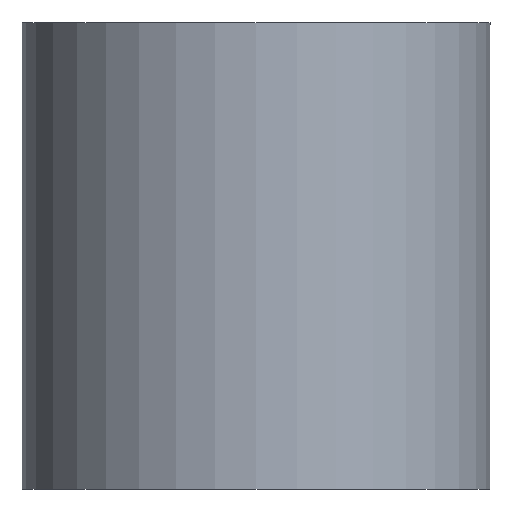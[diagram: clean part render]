
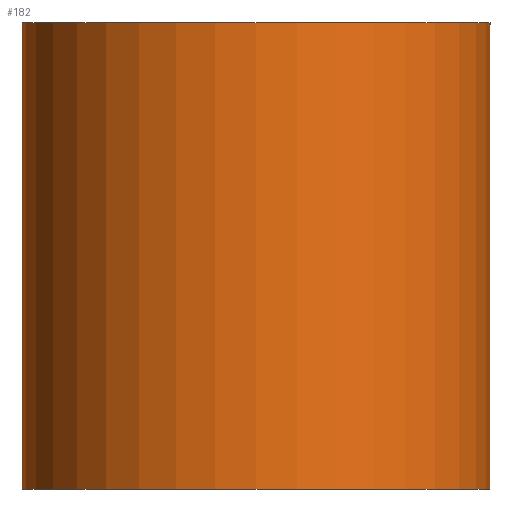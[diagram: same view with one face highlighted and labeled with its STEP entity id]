
A CAD part, front view. The second image highlights one B-rep face of the part: STEP entity #182.
In plain terms, the highlighted cylindrical face has radius 3.188 mm (diameter 6.375 mm), a partial arc.
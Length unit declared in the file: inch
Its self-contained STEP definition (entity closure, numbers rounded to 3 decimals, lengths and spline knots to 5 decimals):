
#6 = DIRECTION ( 'NONE',  ( 1., 0., 0. ) ) ;
#7 = DIRECTION ( 'NONE',  ( 1., 0., 0. ) ) ;
#17 = EDGE_CURVE ( 'NONE', #117, #148, #177, .T. ) ;
#21 = CARTESIAN_POINT ( 'NONE',  ( 0., 0., 0.125 ) ) ;
#31 = CIRCLE ( 'NONE', #155, 0.1255 ) ;
#37 = ORIENTED_EDGE ( 'NONE', *, *, #17, .F. ) ;
#39 = VERTEX_POINT ( 'NONE', #195 ) ;
#46 = EDGE_CURVE ( 'NONE', #76, #117, #115, .T. ) ;
#54 = DIRECTION ( 'NONE',  ( 0., 0., -1. ) ) ;
#55 = EDGE_CURVE ( 'NONE', #76, #39, #146, .T. ) ;
#59 = CARTESIAN_POINT ( 'NONE',  ( -0.1255, 0., 0.125 ) ) ;
#60 = CYLINDRICAL_SURFACE ( 'NONE', #77, 0.1255 ) ;
#72 = DIRECTION ( 'NONE',  ( 0., 0., -1. ) ) ;
#73 = CARTESIAN_POINT ( 'NONE',  ( 0.1255, 0., -0.125 ) ) ;
#76 = VERTEX_POINT ( 'NONE', #59 ) ;
#77 = AXIS2_PLACEMENT_3D ( 'NONE', #113, #170, #187 ) ;
#83 = CARTESIAN_POINT ( 'NONE',  ( 0., 0., -0.125 ) ) ;
#85 = DIRECTION ( 'NONE',  ( 0., 0., 1. ) ) ;
#102 = VECTOR ( 'NONE', #72, 39.37008 ) ;
#105 = DIRECTION ( 'NONE',  ( 0., 0., 1. ) ) ;
#107 = CARTESIAN_POINT ( 'NONE',  ( -0.1255, 0., 0.125 ) ) ;
#113 = CARTESIAN_POINT ( 'NONE',  ( 0., 0., 0.125 ) ) ;
#115 = CIRCLE ( 'NONE', #213, 0.1255 ) ;
#117 = VERTEX_POINT ( 'NONE', #198 ) ;
#127 = CARTESIAN_POINT ( 'NONE',  ( 0.1255, 0., 0.125 ) ) ;
#130 = FACE_OUTER_BOUND ( 'NONE', #210, .T. ) ;
#132 = ORIENTED_EDGE ( 'NONE', *, *, #55, .T. ) ;
#134 = EDGE_CURVE ( 'NONE', #39, #148, #31, .T. ) ;
#146 = LINE ( 'NONE', #107, #180 ) ;
#148 = VERTEX_POINT ( 'NONE', #73 ) ;
#155 = AXIS2_PLACEMENT_3D ( 'NONE', #83, #85, #7 ) ;
#170 = DIRECTION ( 'NONE',  ( 0., 0., -1. ) ) ;
#173 = ORIENTED_EDGE ( 'NONE', *, *, #134, .T. ) ;
#177 = LINE ( 'NONE', #127, #102 ) ;
#180 = VECTOR ( 'NONE', #54, 39.37008 ) ;
#182 = ADVANCED_FACE ( 'NONE', ( #130 ), #60, .T. ) ;
#187 = DIRECTION ( 'NONE',  ( -1., 0., 0. ) ) ;
#195 = CARTESIAN_POINT ( 'NONE',  ( -0.1255, 0., -0.125 ) ) ;
#198 = CARTESIAN_POINT ( 'NONE',  ( 0.1255, 0., 0.125 ) ) ;
#210 = EDGE_LOOP ( 'NONE', ( #37, #221, #132, #173 ) ) ;
#213 = AXIS2_PLACEMENT_3D ( 'NONE', #21, #105, #6 ) ;
#221 = ORIENTED_EDGE ( 'NONE', *, *, #46, .F. ) ;
